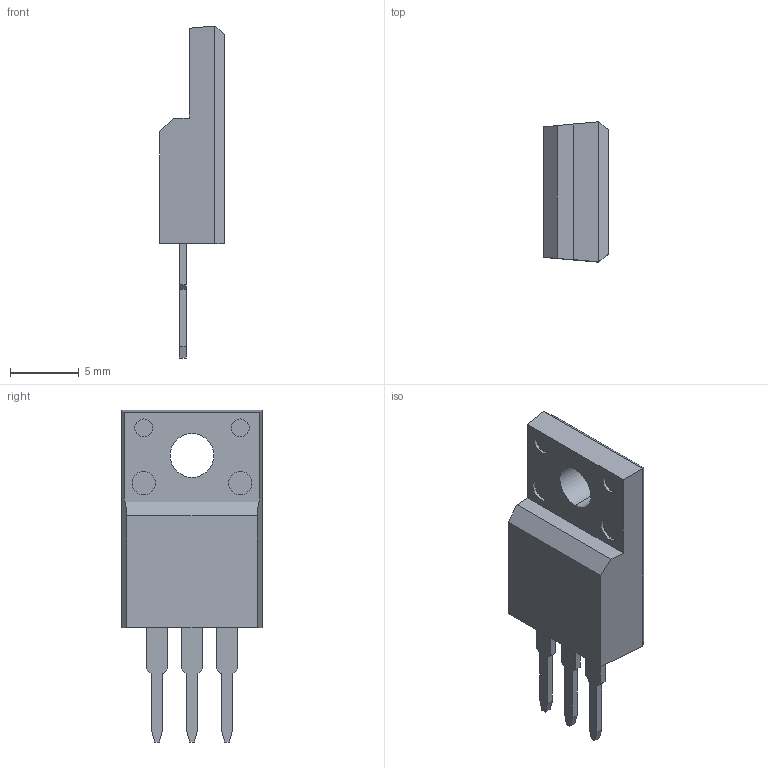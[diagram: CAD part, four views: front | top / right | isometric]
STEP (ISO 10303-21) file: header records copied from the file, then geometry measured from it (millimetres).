
FILE_DESCRIPTION (( 'STEP AP214' ), '1' );
FILE_NAME ('TO-220_3PIN-L10.5-W5.0-H20.0-P2.54.step', '2022-08-01T12:49:46', ( '' ), ( '' ), 'SwSTEP 2.0', 'SolidWorks 2020', '' );
FILE_SCHEMA (( 'AUTOMOTIVE_DESIGN' ));
Length unit declared in the file: millimetre
Products named in the file (1): TO-220_3PIN-L10.5-W5.0-H20.0-P2.54
Bounding box: 4.7 x 10.17 x 24.1 mm (x, y, z)
Volume: 570.6 mm3; surface area: 589.6 mm2
Topology: 1 solids, 1 shells, 289 faces, 781 edges, 520 vertices
Faces by surface type: plane 181, bspline 98, cylinder 10
Entity records: 12728 total; most frequent: CARTESIAN_POINT 2897, ORIENTED_EDGE 1562, DIRECTION 985, EDGE_CURVE 781, LINE 561, VECTOR 561, VERTEX_POINT 520, EDGE_LOOP 317
